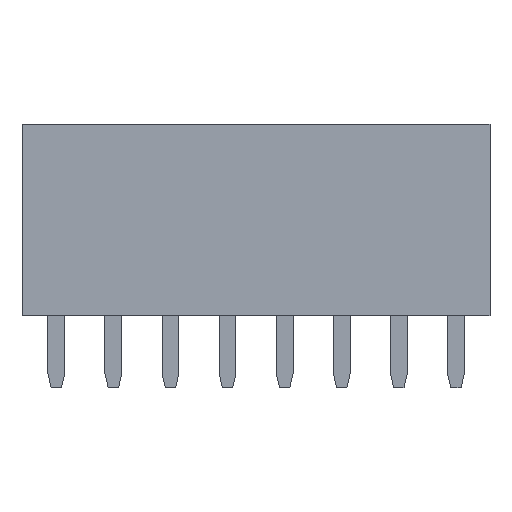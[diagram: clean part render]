
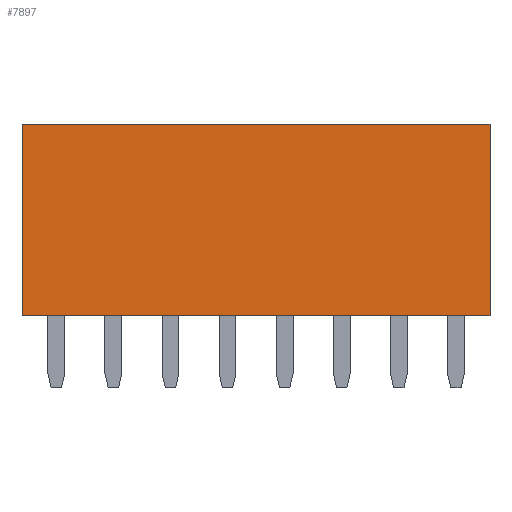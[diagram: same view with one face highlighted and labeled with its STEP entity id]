
A CAD part, top view. The second image highlights one B-rep face of the part: STEP entity #7897.
In plain terms, the highlighted planar face has unit normal (0, 0, 1).
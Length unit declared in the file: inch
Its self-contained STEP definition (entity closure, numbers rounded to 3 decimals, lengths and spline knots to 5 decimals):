
#363=PLANE('',#8497);
#765=FACE_OUTER_BOUND('',#1183,.T.);
#1183=EDGE_LOOP('',(#7289,#7290,#7291,#7292));
#2131=LINE('',#12861,#3083);
#2138=LINE('',#12875,#3090);
#2140=LINE('',#12879,#3092);
#2141=LINE('',#12880,#3093);
#3083=VECTOR('',#10577,39.37008);
#3090=VECTOR('',#10590,39.37008);
#3092=VECTOR('',#10594,39.37008);
#3093=VECTOR('',#10595,39.37008);
#4019=VERTEX_POINT('',#12858);
#4020=VERTEX_POINT('',#12860);
#4024=VERTEX_POINT('',#12874);
#4025=VERTEX_POINT('',#12878);
#5139=EDGE_CURVE('',#4020,#4019,#2131,.T.);
#5146=EDGE_CURVE('',#4024,#4020,#2138,.T.);
#5148=EDGE_CURVE('',#4024,#4025,#2140,.T.);
#5149=EDGE_CURVE('',#4019,#4025,#2141,.T.);
#7289=ORIENTED_EDGE('',*,*,#5148,.F.);
#7290=ORIENTED_EDGE('',*,*,#5146,.T.);
#7291=ORIENTED_EDGE('',*,*,#5139,.T.);
#7292=ORIENTED_EDGE('',*,*,#5149,.T.);
#7897=ADVANCED_FACE('',(#765),#363,.T.);
#8497=AXIS2_PLACEMENT_3D('',#12877,#10592,#10593);
#10577=DIRECTION('',(0.,-1.,0.));
#10590=DIRECTION('',(-1.,0.,0.));
#10592=DIRECTION('center_axis',(0.,0.,1.));
#10593=DIRECTION('ref_axis',(1.,0.,0.));
#10594=DIRECTION('',(0.,-1.,0.));
#10595=DIRECTION('',(1.,0.,0.));
#12858=CARTESIAN_POINT('',(0.,0.,0.));
#12860=CARTESIAN_POINT('',(0.,0.33465,0.));
#12861=CARTESIAN_POINT('',(0.,0.01969,0.));
#12874=CARTESIAN_POINT('',(0.81969,0.33465,0.));
#12875=CARTESIAN_POINT('',(-0.5,0.33465,0.));
#12877=CARTESIAN_POINT('Origin',(-0.5,0.,0.));
#12878=CARTESIAN_POINT('',(0.81969,0.,0.));
#12879=CARTESIAN_POINT('',(0.81969,0.,0.));
#12880=CARTESIAN_POINT('',(-0.5,0.,0.));
